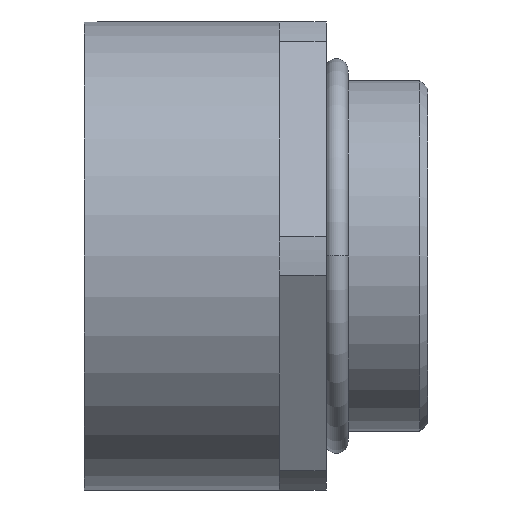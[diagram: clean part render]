
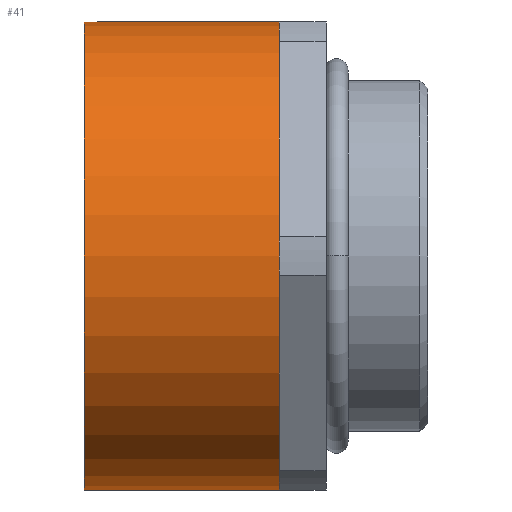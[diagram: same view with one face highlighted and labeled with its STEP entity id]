
A CAD part, left-side view. The second image highlights one B-rep face of the part: STEP entity #41.
In plain terms, the highlighted cylindrical face has radius 15 mm (diameter 30 mm), a partial arc.
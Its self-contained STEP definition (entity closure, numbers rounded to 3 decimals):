
#5 = EDGE_CURVE ( 'NONE', #284, #259, #649, .T. ) ;
#41 = ADVANCED_FACE ( 'NONE', ( #718 ), #714, .T. ) ;
#80 = AXIS2_PLACEMENT_3D ( 'NONE', #865, #866, #867 ) ;
#85 = VECTOR ( 'NONE', #513, 1000. ) ;
#112 = AXIS2_PLACEMENT_3D ( 'NONE', #537, #538, #539 ) ;
#138 = AXIS2_PLACEMENT_3D ( 'NONE', #853, #854, #855 ) ;
#171 = VECTOR ( 'NONE', #534, 1000. ) ;
#205 = ORIENTED_EDGE ( 'NONE', *, *, #671, .F. ) ;
#206 = ORIENTED_EDGE ( 'NONE', *, *, #662, .T. ) ;
#207 = ORIENTED_EDGE ( 'NONE', *, *, #695, .T. ) ;
#208 = ORIENTED_EDGE ( 'NONE', *, *, #699, .T. ) ;
#209 = ORIENTED_EDGE ( 'NONE', *, *, #669, .F. ) ;
#256 = VERTEX_POINT ( 'NONE', #1048 ) ;
#257 = VERTEX_POINT ( 'NONE', #1049 ) ;
#258 = VERTEX_POINT ( 'NONE', #1050 ) ;
#259 = VERTEX_POINT ( 'NONE', #1051 ) ;
#284 = VERTEX_POINT ( 'NONE', #444 ) ;
#291 = VERTEX_POINT ( 'NONE', #451 ) ;
#366 = ORIENTED_EDGE ( 'NONE', *, *, #5, .T. ) ;
#415 = EDGE_LOOP ( 'NONE', ( #209, #208, #207, #366, #206, #205 ) ) ;
#444 = CARTESIAN_POINT ( 'NONE',  ( -12.99, 1.5, 7.5 ) ) ;
#451 = CARTESIAN_POINT ( 'NONE',  ( -12.99, 1.5, -7.5 ) ) ;
#511 = LINE ( 'NONE', #512, #85 ) ;
#512 = CARTESIAN_POINT ( 'NONE',  ( 0., 12.783, 15. ) ) ;
#513 = DIRECTION ( 'NONE',  ( 0., 1., 0. ) ) ;
#532 = LINE ( 'NONE', #533, #171 ) ;
#533 = CARTESIAN_POINT ( 'NONE',  ( 0., 12.783, -15. ) ) ;
#534 = DIRECTION ( 'NONE',  ( 0., 1., 0. ) ) ;
#537 = CARTESIAN_POINT ( 'NONE',  ( 0., 14., 0. ) ) ;
#538 = DIRECTION ( 'NONE',  ( 0., 1., 0. ) ) ;
#539 = DIRECTION ( 'NONE',  ( 0., 0., 1. ) ) ;
#595 = CIRCLE ( 'NONE', #80, 15. ) ;
#597 = CIRCLE ( 'NONE', #138, 15. ) ;
#605 = CIRCLE ( 'NONE', #112, 15. ) ;
#649 = CIRCLE ( 'NONE', #757, 15. ) ;
#662 = EDGE_CURVE ( 'NONE', #259, #258, #511, .T. ) ;
#669 = EDGE_CURVE ( 'NONE', #256, #257, #532, .T. ) ;
#671 = EDGE_CURVE ( 'NONE', #257, #258, #605, .T. ) ;
#695 = EDGE_CURVE ( 'NONE', #291, #284, #597, .T. ) ;
#699 = EDGE_CURVE ( 'NONE', #256, #291, #595, .T. ) ;
#713 = AXIS2_PLACEMENT_3D ( 'NONE', #1220, #1221, #1222 ) ;
#714 = CYLINDRICAL_SURFACE ( 'NONE', #713, 15. ) ;
#718 = FACE_OUTER_BOUND ( 'NONE', #415, .T. ) ;
#757 = AXIS2_PLACEMENT_3D ( 'NONE', #1104, #1111, #1112 ) ;
#853 = CARTESIAN_POINT ( 'NONE',  ( 0., 1.5, 0. ) ) ;
#854 = DIRECTION ( 'NONE',  ( 0., 1., 0. ) ) ;
#855 = DIRECTION ( 'NONE',  ( 0., 0., 1. ) ) ;
#865 = CARTESIAN_POINT ( 'NONE',  ( 0., 1.5, 0. ) ) ;
#866 = DIRECTION ( 'NONE',  ( 0., 1., 0. ) ) ;
#867 = DIRECTION ( 'NONE',  ( 0., 0., 1. ) ) ;
#1048 = CARTESIAN_POINT ( 'NONE',  ( 0., 1.5, -15. ) ) ;
#1049 = CARTESIAN_POINT ( 'NONE',  ( 0., 14., -15. ) ) ;
#1050 = CARTESIAN_POINT ( 'NONE',  ( 0., 14., 15. ) ) ;
#1051 = CARTESIAN_POINT ( 'NONE',  ( 0., 1.5, 15. ) ) ;
#1104 = CARTESIAN_POINT ( 'NONE',  ( 0., 1.5, 0. ) ) ;
#1111 = DIRECTION ( 'NONE',  ( 0., 1., 0. ) ) ;
#1112 = DIRECTION ( 'NONE',  ( 0., 0., 1. ) ) ;
#1220 = CARTESIAN_POINT ( 'NONE',  ( 0., 12.783, 0. ) ) ;
#1221 = DIRECTION ( 'NONE',  ( 0., 1., 0. ) ) ;
#1222 = DIRECTION ( 'NONE',  ( 0., 0., 1. ) ) ;
